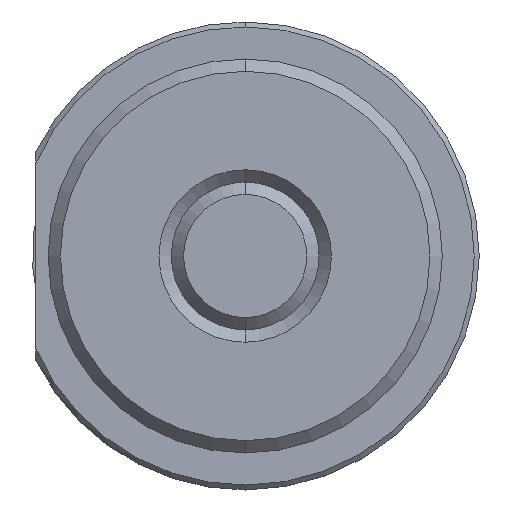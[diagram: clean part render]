
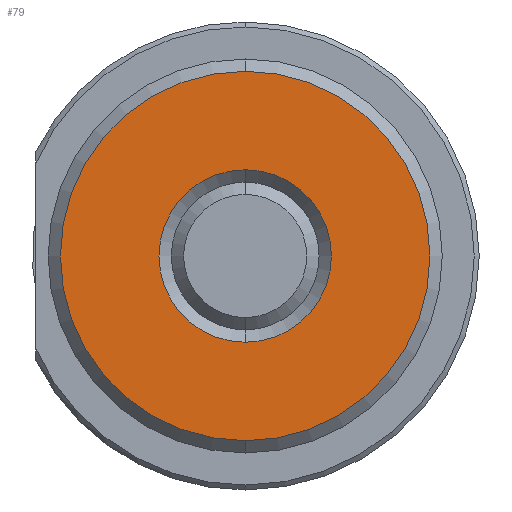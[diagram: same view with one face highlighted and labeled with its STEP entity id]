
A CAD part, left-side view. The second image highlights one B-rep face of the part: STEP entity #79.
In plain terms, the highlighted planar face has unit normal (-1, 0, 0).
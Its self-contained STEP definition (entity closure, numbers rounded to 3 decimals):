
#79 = ADVANCED_FACE ( 'NONE', ( #549, #551 ), #1773, .F. ) ;
#250 = CARTESIAN_POINT ( 'NONE',  ( 0., 0., -7.5 ) ) ;
#277 = CARTESIAN_POINT ( 'NONE',  ( 0., 0., 7.5 ) ) ;
#376 = CARTESIAN_POINT ( 'NONE',  ( 0., 0., -3.5 ) ) ;
#380 = CARTESIAN_POINT ( 'NONE',  ( 0., 0., 3.5 ) ) ;
#411 = EDGE_LOOP ( 'NONE', ( #2483, #2515 ) ) ;
#446 = EDGE_LOOP ( 'NONE', ( #2432, #2495 ) ) ;
#549 = FACE_BOUND ( 'NONE', #446, .T. ) ;
#551 = FACE_OUTER_BOUND ( 'NONE', #411, .T. ) ;
#798 = CIRCLE ( 'NONE', #1640, 3.5 ) ;
#841 = CIRCLE ( 'NONE', #1655, 7.5 ) ;
#903 = CIRCLE ( 'NONE', #1679, 3.5 ) ;
#909 = CIRCLE ( 'NONE', #1685, 7.5 ) ;
#1060 = CARTESIAN_POINT ( 'NONE',  ( 0., 0., 0. ) ) ;
#1068 = DIRECTION ( 'NONE',  ( 1., 0., 0. ) ) ;
#1069 = DIRECTION ( 'NONE',  ( 0., 0., -1. ) ) ;
#1183 = CARTESIAN_POINT ( 'NONE',  ( 0., 0., 0. ) ) ;
#1184 = DIRECTION ( 'NONE',  ( -1., 0., 0. ) ) ;
#1185 = DIRECTION ( 'NONE',  ( 0., 0., -1. ) ) ;
#1288 = CARTESIAN_POINT ( 'NONE',  ( 0., 0., 0. ) ) ;
#1295 = DIRECTION ( 'NONE',  ( 1., 0., 0. ) ) ;
#1296 = DIRECTION ( 'NONE',  ( 0., 0., -1. ) ) ;
#1306 = CARTESIAN_POINT ( 'NONE',  ( 0., 0., 0. ) ) ;
#1312 = DIRECTION ( 'NONE',  ( -1., 0., 0. ) ) ;
#1313 = DIRECTION ( 'NONE',  ( 0., 0., -1. ) ) ;
#1533 = AXIS2_PLACEMENT_3D ( 'NONE', #1724, #1772, #1889 ) ;
#1640 = AXIS2_PLACEMENT_3D ( 'NONE', #1060, #1068, #1069 ) ;
#1655 = AXIS2_PLACEMENT_3D ( 'NONE', #1183, #1184, #1185 ) ;
#1679 = AXIS2_PLACEMENT_3D ( 'NONE', #1288, #1295, #1296 ) ;
#1685 = AXIS2_PLACEMENT_3D ( 'NONE', #1306, #1312, #1313 ) ;
#1724 = CARTESIAN_POINT ( 'NONE',  ( 0., 3., 0. ) ) ;
#1772 = DIRECTION ( 'NONE',  ( 1., 0., 0. ) ) ;
#1773 = PLANE ( 'NONE',  #1533 ) ;
#1889 = DIRECTION ( 'NONE',  ( 0., 0., -1. ) ) ;
#1893 = VERTEX_POINT ( 'NONE', #380 ) ;
#1897 = VERTEX_POINT ( 'NONE', #376 ) ;
#1922 = VERTEX_POINT ( 'NONE', #277 ) ;
#2175 = VERTEX_POINT ( 'NONE', #250 ) ;
#2432 = ORIENTED_EDGE ( 'NONE', *, *, #2849, .T. ) ;
#2483 = ORIENTED_EDGE ( 'NONE', *, *, #2932, .T. ) ;
#2495 = ORIENTED_EDGE ( 'NONE', *, *, #2926, .T. ) ;
#2515 = ORIENTED_EDGE ( 'NONE', *, *, #2882, .T. ) ;
#2849 = EDGE_CURVE ( 'NONE', #1893, #1897, #798, .T. ) ;
#2882 = EDGE_CURVE ( 'NONE', #1922, #2175, #841, .T. ) ;
#2926 = EDGE_CURVE ( 'NONE', #1897, #1893, #903, .T. ) ;
#2932 = EDGE_CURVE ( 'NONE', #2175, #1922, #909, .T. ) ;
